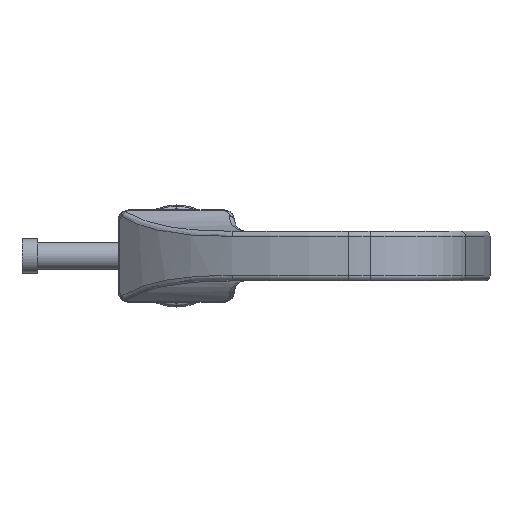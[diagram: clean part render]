
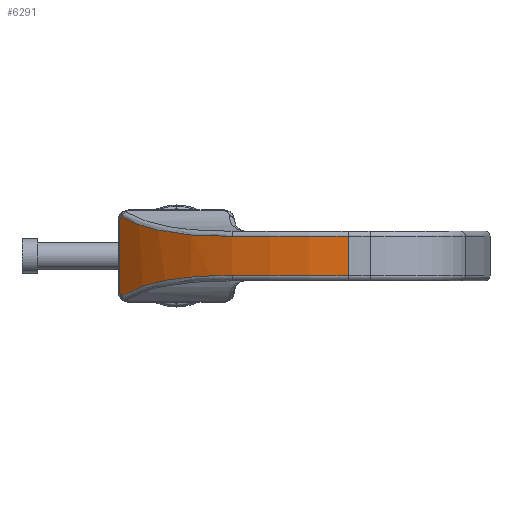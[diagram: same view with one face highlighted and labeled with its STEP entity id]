
A CAD part, left-side view. The second image highlights one B-rep face of the part: STEP entity #6291.
In plain terms, the highlighted cylindrical face has radius 60 mm (diameter 120 mm), a partial arc.
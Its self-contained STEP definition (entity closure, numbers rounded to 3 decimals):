
#22 = CARTESIAN_POINT ( 'NONE',  ( -55.865, 21.344, 3.75 ) ) ;
#100 = CARTESIAN_POINT ( 'NONE',  ( -41.725, 42.413, -7.605 ) ) ;
#106 = CARTESIAN_POINT ( 'NONE',  ( -41.725, 42.413, 7.605 ) ) ;
#258 = CARTESIAN_POINT ( 'NONE',  ( -47.638, 35.813, 4.988 ) ) ;
#259 = CARTESIAN_POINT ( 'NONE',  ( -48.609, 34.528, 4.701 ) ) ;
#261 = CARTESIAN_POINT ( 'NONE',  ( -55.059, 23.373, 3.75 ) ) ;
#262 = CARTESIAN_POINT ( 'NONE',  ( -55.865, 21.344, 3.75 ) ) ;
#274 = CARTESIAN_POINT ( 'NONE',  ( -49.233, 33.656, 4.543 ) ) ;
#282 = DIRECTION ( 'NONE',  ( 0., 0., -1. ) ) ;
#283 = AXIS2_PLACEMENT_3D ( 'NONE', #331, #282, #287 ) ;
#284 = CARTESIAN_POINT ( 'NONE',  ( -41.725, 42.413, 7.605 ) ) ;
#285 = CARTESIAN_POINT ( 'NONE',  ( -43.176, 41.016, 6.748 ) ) ;
#286 = CARTESIAN_POINT ( 'NONE',  ( -47.307, 36.238, 5.092 ) ) ;
#287 = DIRECTION ( 'NONE',  ( -1., 0., 0. ) ) ;
#288 = CARTESIAN_POINT ( 'NONE',  ( -41.291, 42.827, 6.8 ) ) ;
#289 = B_SPLINE_CURVE_WITH_KNOTS ( 'NONE', 3,
 ( #262, #261, #327, #333, #332, #274, #259, #258, #286, #292, #291, #326, #285, #284 ),
 .UNSPECIFIED., .F., .F.,
 ( 4, 2, 2, 2, 2, 2, 4 ),
 ( 0., 0.006, 0.013, 0.016, 0.018, 0.019, 0.026 ),
 .UNSPECIFIED. ) ;
#291 = CARTESIAN_POINT ( 'NONE',  ( -46.301, 37.485, 5.438 ) ) ;
#292 = CARTESIAN_POINT ( 'NONE',  ( -46.639, 37.074, 5.317 ) ) ;
#317 = CYLINDRICAL_SURFACE ( 'NONE', #283, 60. ) ;
#318 = FACE_OUTER_BOUND ( 'NONE', #6292, .T. ) ;
#326 = CARTESIAN_POINT ( 'NONE',  ( -44.595, 39.508, 6.087 ) ) ;
#327 = CARTESIAN_POINT ( 'NONE',  ( -54.151, 25.339, 3.784 ) ) ;
#331 = CARTESIAN_POINT ( 'NONE',  ( -0.101, -0.801, 4.75 ) ) ;
#332 = CARTESIAN_POINT ( 'NONE',  ( -51.032, 30.989, 4.144 ) ) ;
#333 = CARTESIAN_POINT ( 'NONE',  ( -52.137, 29.147, 3.981 ) ) ;
#340 = DIRECTION ( 'NONE',  ( -1., 0., 0. ) ) ;
#341 = DIRECTION ( 'NONE',  ( 0., 0., -1. ) ) ;
#342 = CARTESIAN_POINT ( 'NONE',  ( -0.101, -0.801, 3.75 ) ) ;
#343 = AXIS2_PLACEMENT_3D ( 'NONE', #342, #341, #340 ) ;
#344 = CIRCLE ( 'NONE', #343, 60. ) ;
#360 = LINE ( 'NONE', #392, #391 ) ;
#390 = DIRECTION ( 'NONE',  ( 0., 0., -1. ) ) ;
#391 = VECTOR ( 'NONE', #390, 1000. ) ;
#392 = CARTESIAN_POINT ( 'NONE',  ( -41.291, 42.827, 4.75 ) ) ;
#408 = CARTESIAN_POINT ( 'NONE',  ( -41.725, 42.413, -7.605 ) ) ;
#409 = CARTESIAN_POINT ( 'NONE',  ( -41.513, 42.616, -7.414 ) ) ;
#410 = CARTESIAN_POINT ( 'NONE',  ( -41.466, 42.661, -7.353 ) ) ;
#411 = CARTESIAN_POINT ( 'NONE',  ( -44.595, 39.508, -6.087 ) ) ;
#412 = CARTESIAN_POINT ( 'NONE',  ( -43.176, 41.016, -6.748 ) ) ;
#413 = CARTESIAN_POINT ( 'NONE',  ( -41.725, 42.413, -7.605 ) ) ;
#414 = CARTESIAN_POINT ( 'NONE',  ( -41.668, 42.468, -7.566 ) ) ;
#415 = CARTESIAN_POINT ( 'NONE',  ( -41.291, 42.827, -6.8 ) ) ;
#424 = CARTESIAN_POINT ( 'NONE',  ( -52.137, 29.147, -3.981 ) ) ;
#425 = CARTESIAN_POINT ( 'NONE',  ( -51.032, 30.989, -4.144 ) ) ;
#426 = CARTESIAN_POINT ( 'NONE',  ( -41.614, 42.52, -7.52 ) ) ;
#431 = CARTESIAN_POINT ( 'NONE',  ( -55.865, 21.344, -3.75 ) ) ;
#432 = CARTESIAN_POINT ( 'NONE',  ( -41.345, 42.776, -7.149 ) ) ;
#435 = CARTESIAN_POINT ( 'NONE',  ( -46.639, 37.074, -5.317 ) ) ;
#436 = CARTESIAN_POINT ( 'NONE',  ( -46.301, 37.485, -5.438 ) ) ;
#437 = CARTESIAN_POINT ( 'NONE',  ( -55.865, 21.344, -3.75 ) ) ;
#447 = CARTESIAN_POINT ( 'NONE',  ( -49.233, 33.656, -4.543 ) ) ;
#448 = CARTESIAN_POINT ( 'NONE',  ( -48.609, 34.528, -4.701 ) ) ;
#449 = CARTESIAN_POINT ( 'NONE',  ( -47.638, 35.813, -4.988 ) ) ;
#450 = CARTESIAN_POINT ( 'NONE',  ( -47.307, 36.238, -5.092 ) ) ;
#462 = CARTESIAN_POINT ( 'NONE',  ( -55.059, 23.373, -3.75 ) ) ;
#463 = CARTESIAN_POINT ( 'NONE',  ( -54.151, 25.339, -3.784 ) ) ;
#464 = B_SPLINE_CURVE_WITH_KNOTS ( 'NONE', 3,
 ( #408, #412, #411, #436, #435, #450, #449, #448, #447, #425, #424, #463, #462, #431 ),
 .UNSPECIFIED., .F., .F.,
 ( 4, 2, 2, 2, 2, 2, 4 ),
 ( 0.001, 0.007, 0.009, 0.01, 0.014, 0.02, 0.027 ),
 .UNSPECIFIED. ) ;
#465 = CARTESIAN_POINT ( 'NONE',  ( -41.291, 42.827, -6.978 ) ) ;
#468 = B_SPLINE_CURVE_WITH_KNOTS ( 'NONE', 3,
 ( #415, #465, #432, #410, #409, #426, #414, #413 ),
 .UNSPECIFIED., .F., .F.,
 ( 4, 2, 2, 4 ),
 ( 0., 0.001, 0.001, 0.001 ),
 .UNSPECIFIED. ) ;
#475 = CARTESIAN_POINT ( 'NONE',  ( -0.101, -0.801, -3.75 ) ) ;
#476 = AXIS2_PLACEMENT_3D ( 'NONE', #475, #479, #478 ) ;
#478 = DIRECTION ( 'NONE',  ( -1., 0., 0. ) ) ;
#479 = DIRECTION ( 'NONE',  ( 0., 0., 1. ) ) ;
#533 = CIRCLE ( 'NONE', #476, 60. ) ;
#4198 = CARTESIAN_POINT ( 'NONE',  ( -60.101, -0.801, -3.75 ) ) ;
#4384 = CARTESIAN_POINT ( 'NONE',  ( -41.291, 42.827, 6.978 ) ) ;
#4388 = CARTESIAN_POINT ( 'NONE',  ( -41.291, 42.827, 6.8 ) ) ;
#4394 = CARTESIAN_POINT ( 'NONE',  ( -60.101, -0.801, 3.75 ) ) ;
#4465 = DIRECTION ( 'NONE',  ( 0., 0., -1. ) ) ;
#4466 = VECTOR ( 'NONE', #4465, 1000. ) ;
#4467 = CARTESIAN_POINT ( 'NONE',  ( -60.101, -0.801, 4.75 ) ) ;
#4468 = LINE ( 'NONE', #4467, #4466 ) ;
#5138 = CARTESIAN_POINT ( 'NONE',  ( -41.344, 42.777, 7.147 ) ) ;
#5139 = CARTESIAN_POINT ( 'NONE',  ( -41.507, 42.622, 7.422 ) ) ;
#5140 = CARTESIAN_POINT ( 'NONE',  ( -41.611, 42.523, 7.526 ) ) ;
#5141 = CARTESIAN_POINT ( 'NONE',  ( -41.725, 42.413, 7.605 ) ) ;
#5142 = B_SPLINE_CURVE_WITH_KNOTS ( 'NONE', 3,
 ( #5141, #5140, #5139, #5138, #4384, #4388 ),
 .UNSPECIFIED., .F., .F.,
 ( 4, 2, 4 ),
 ( 0., 0.001, 0.001 ),
 .UNSPECIFIED. ) ;
#5169 = CARTESIAN_POINT ( 'NONE',  ( -41.291, 42.827, -6.8 ) ) ;
#5836 = VERTEX_POINT ( 'NONE', #4198 ) ;
#5905 = VERTEX_POINT ( 'NONE', #4394 ) ;
#5943 = EDGE_CURVE ( 'NONE', #5905, #5836, #4468, .T. ) ;
#6281 = ORIENTED_EDGE ( 'NONE', *, *, #6415, .T. ) ;
#6282 = VERTEX_POINT ( 'NONE', #5169 ) ;
#6283 = ORIENTED_EDGE ( 'NONE', *, *, #6284, .T. ) ;
#6284 = EDGE_CURVE ( 'NONE', #6382, #6285, #5142, .T. ) ;
#6285 = VERTEX_POINT ( 'NONE', #288 ) ;
#6290 = EDGE_CURVE ( 'NONE', #6326, #6382, #289, .T. ) ;
#6291 = ADVANCED_FACE ( 'NONE', ( #318 ), #317, .T. ) ;
#6292 = EDGE_LOOP ( 'NONE', ( #6293, #6450, #6361, #6283, #6409, #6281, #6416, #6413 ) ) ;
#6293 = ORIENTED_EDGE ( 'NONE', *, *, #5943, .F. ) ;
#6325 = EDGE_CURVE ( 'NONE', #5905, #6326, #344, .T. ) ;
#6326 = VERTEX_POINT ( 'NONE', #22 ) ;
#6361 = ORIENTED_EDGE ( 'NONE', *, *, #6290, .T. ) ;
#6364 = VERTEX_POINT ( 'NONE', #100 ) ;
#6382 = VERTEX_POINT ( 'NONE', #106 ) ;
#6409 = ORIENTED_EDGE ( 'NONE', *, *, #6410, .T. ) ;
#6410 = EDGE_CURVE ( 'NONE', #6285, #6282, #360, .T. ) ;
#6413 = ORIENTED_EDGE ( 'NONE', *, *, #6444, .T. ) ;
#6415 = EDGE_CURVE ( 'NONE', #6282, #6364, #468, .T. ) ;
#6416 = ORIENTED_EDGE ( 'NONE', *, *, #6417, .T. ) ;
#6417 = EDGE_CURVE ( 'NONE', #6364, #6418, #464, .T. ) ;
#6418 = VERTEX_POINT ( 'NONE', #437 ) ;
#6444 = EDGE_CURVE ( 'NONE', #6418, #5836, #533, .T. ) ;
#6450 = ORIENTED_EDGE ( 'NONE', *, *, #6325, .T. ) ;
